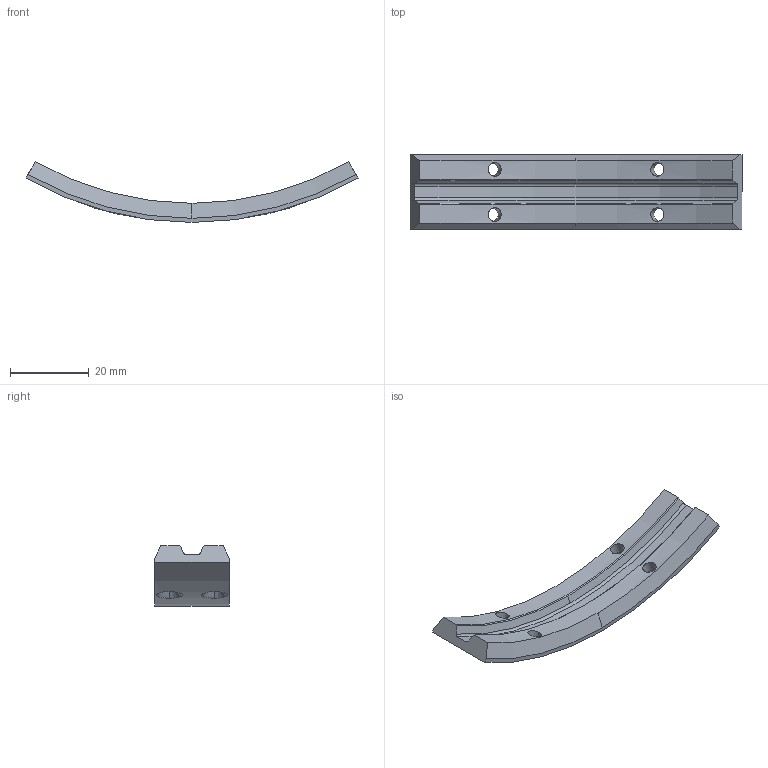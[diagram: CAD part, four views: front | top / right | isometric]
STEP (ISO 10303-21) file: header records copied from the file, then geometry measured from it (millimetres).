
FILE_DESCRIPTION (( 'STEP AP203' ), '1' );
FILE_NAME ('clampArc.STEP', '2019-09-13T02:06:25', ( '' ), ( '' ), 'SwSTEP 2.0', 'SolidWorks 2018', '' );
FILE_SCHEMA (( 'CONFIG_CONTROL_DESIGN' ));
Length unit declared in the file: inch
Products named in the file (1): clampArc
Bounding box: 84.12 x 18.8 x 15.42 mm (x, y, z)
Volume: 5974.7 mm3; surface area: 4387.3 mm2
Topology: 1 solids, 1 shells, 36 faces, 93 edges, 59 vertices
Faces by surface type: cone 18, cylinder 12, plane 4, torus 2
Entity records: 1645 total; most frequent: CARTESIAN_POINT 709, ORIENTED_EDGE 186, DIRECTION 164, EDGE_CURVE 93, AXIS2_PLACEMENT_3D 66, VERTEX_POINT 59, EDGE_LOOP 44, ADVANCED_FACE 36
